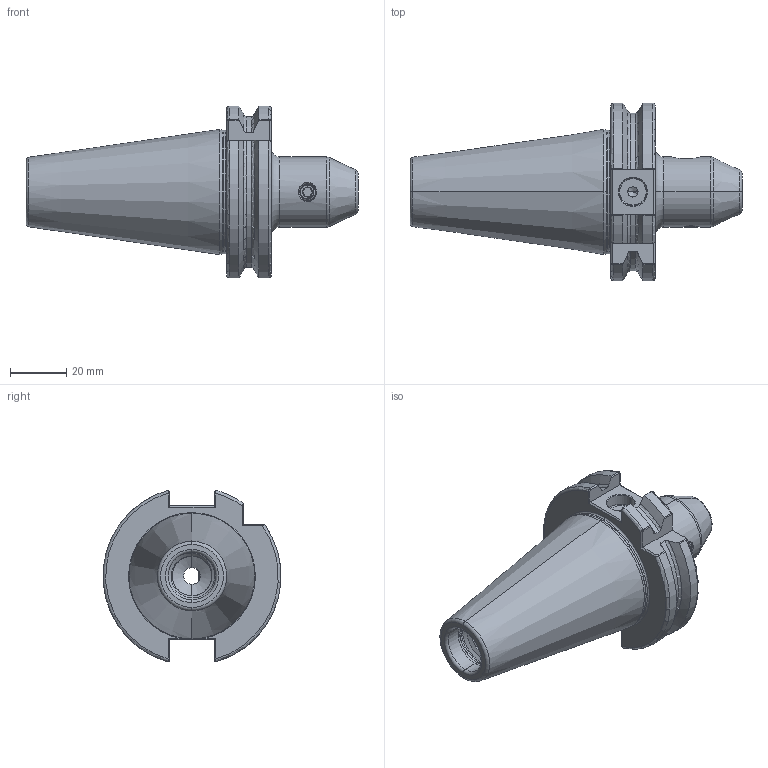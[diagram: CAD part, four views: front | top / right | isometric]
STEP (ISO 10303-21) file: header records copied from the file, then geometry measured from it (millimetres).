
FILE_DESCRIPTION (( 'STEP AP203' ), '1' );
FILE_NAME ('402.04.06.STEP', '2016-11-25T08:55:53', ( '' ), ( '' ), 'SwSTEP 2.0', 'SolidWorks 2012', '' );
FILE_SCHEMA (( 'CONFIG_CONTROL_DESIGN' ));
Length unit declared in the file: millimetre
Products named in the file (3): 402.04.06; 側固6_M6x1_10L
Assembly tree (2 placements, depth 2):
  402.04.06
    402.04.06
    側固6_M6x1_10L
Bounding box: 118.4 x 63.34 x 61.24 mm (x, y, z)
Volume: 111356.8 mm3; surface area: 24827.7 mm2
Topology: 2 solids, 2 shells, 255 faces, 678 edges, 421 vertices
Faces by surface type: cylinder 96, plane 52, cone 43, torus 32, bspline 30, sphere 2
Entity records: 19724 total; most frequent: CARTESIAN_POINT 13916, ORIENTED_EDGE 1332, DIRECTION 950, EDGE_CURVE 666, VERTEX_POINT 421, AXIS2_PLACEMENT_3D 369, EDGE_LOOP 265, ADVANCED_FACE 255
